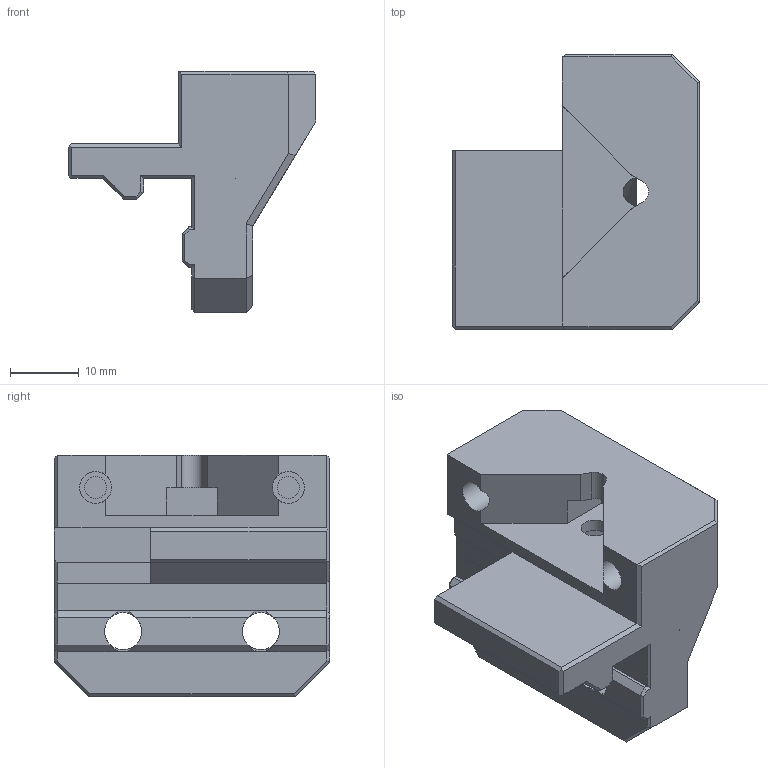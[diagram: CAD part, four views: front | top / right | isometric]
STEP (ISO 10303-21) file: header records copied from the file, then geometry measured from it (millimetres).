
FILE_DESCRIPTION(('FreeCAD Model'),'2;1');
FILE_NAME('Open CASCADE Shape Model','2025-07-31T00:28:20',(''),(''), 'Open CASCADE STEP processor 7.8','FreeCAD','Unknown');
FILE_SCHEMA(('AUTOMOTIVE_DESIGN { 1 0 10303 214 1 1 1 1 }'));
Length unit declared in the file: millimetre
Products named in the file (1): mount_upper_(GBP)
Bounding box: 36 x 40 x 35.05 mm (x, y, z)
Volume: 17825.2 mm3; surface area: 7031.7 mm2
Topology: 1 solids, 1 shells, 144 faces, 398 edges, 255 vertices
Faces by surface type: plane 130, cylinder 13, cone 1
Full cylindrical faces by diameter (mm): 3.2 x2, 4 x1, 4.65 x2, 5.4 x2
Entity records: 10130 total; most frequent: CARTESIAN_POINT 2123, DIRECTION 1491, LINE 1077, VECTOR 1077, ORIENTED_EDGE 796, PCURVE 796, DEFINITIONAL_REPRESENTATION 796, EDGE_CURVE 398
